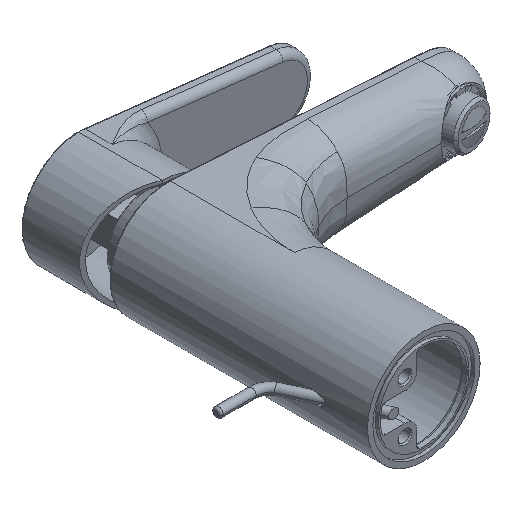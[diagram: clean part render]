
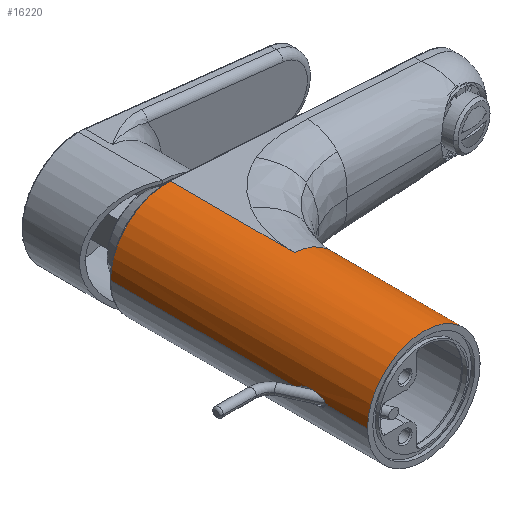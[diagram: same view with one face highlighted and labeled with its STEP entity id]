
A CAD part, isometric view. The second image highlights one B-rep face of the part: STEP entity #16220.
In plain terms, the highlighted cylindrical face has radius 24 mm (diameter 48 mm), a partial arc.
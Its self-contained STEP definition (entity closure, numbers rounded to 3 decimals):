
#3603=CARTESIAN_POINT('',(-24.,18.512,0.));
#3648=CARTESIAN_POINT('',(-24.,30.343,0.));
#3650=DIRECTION('',(0.,-1.,0.));
#3651=VECTOR('',#3650,18.012);
#3652=CARTESIAN_POINT('',(-24.,18.512,0.));
#3653=LINE('',#3652,#3651);
#3659=DIRECTION('',(0.,1.,0.));
#3660=VECTOR('',#3659,56.677);
#3661=CARTESIAN_POINT('',(24.,0.5,0.));
#3662=LINE('',#3661,#3660);
#3672=DIRECTION('',(0.,-1.,0.));
#3673=VECTOR('',#3672,79.657);
#3674=CARTESIAN_POINT('',(-24.,110.,0.));
#3675=LINE('',#3674,#3673);
#3676=CARTESIAN_POINT('',(-24.,30.343,0.));
#3677=CARTESIAN_POINT('',(-24.,30.343,0.034));
#3678=CARTESIAN_POINT('',(-24.,30.34,
0.102));
#3679=CARTESIAN_POINT('',(-23.999,30.324,
0.203));
#3680=CARTESIAN_POINT('',(-23.998,30.297,
0.305));
#3681=CARTESIAN_POINT('',(-23.997,30.259,
0.408));
#3682=CARTESIAN_POINT('',(-23.995,30.207,
0.514));
#3683=CARTESIAN_POINT('',(-23.992,30.14,
0.626));
#3684=CARTESIAN_POINT('',(-23.989,30.054,
0.743));
#3685=CARTESIAN_POINT('',(-23.985,29.948,
0.864));
#3686=CARTESIAN_POINT('',(-23.98,29.817,
0.992));
#3687=CARTESIAN_POINT('',(-23.974,29.658,1.125));
#3688=CARTESIAN_POINT('',(-23.967,29.467,1.263));
#3689=CARTESIAN_POINT('',(-23.959,29.239,1.405));
#3690=CARTESIAN_POINT('',(-23.95,28.971,1.549));
#3691=CARTESIAN_POINT('',(-23.94,28.656,1.695));
#3692=CARTESIAN_POINT('',(-23.929,28.289,1.841));
#3693=CARTESIAN_POINT('',(-23.918,27.864,1.984));
#3694=CARTESIAN_POINT('',(-23.906,27.37,2.123));
#3695=CARTESIAN_POINT('',(-23.894,26.795,2.252));
#3696=CARTESIAN_POINT('',(-23.883,26.141,2.365));
#3697=CARTESIAN_POINT('',(-23.875,25.438,2.447));
#3698=CARTESIAN_POINT('',(-23.87,24.715,2.495));
#3699=CARTESIAN_POINT('',(-23.869,23.993,2.505));
#3700=CARTESIAN_POINT('',(-23.872,23.294,2.479));
#3701=CARTESIAN_POINT('',(-23.878,22.636,2.421));
#3702=CARTESIAN_POINT('',(-23.886,22.031,2.334));
#3703=CARTESIAN_POINT('',(-23.897,21.485,2.225));
#3704=CARTESIAN_POINT('',(-23.908,21.,2.099));
#3705=CARTESIAN_POINT('',(-23.92,20.576,1.962));
#3706=CARTESIAN_POINT('',(-23.931,20.209,1.818));
#3707=CARTESIAN_POINT('',(-23.942,19.895,1.671));
#3708=CARTESIAN_POINT('',(-23.952,19.628,1.524));
#3709=CARTESIAN_POINT('',(-23.961,19.403,1.379));
#3710=CARTESIAN_POINT('',(-23.968,19.214,1.237));
#3711=CARTESIAN_POINT('',(-23.975,19.056,1.098));
#3712=CARTESIAN_POINT('',(-23.981,18.925,
0.964));
#3713=CARTESIAN_POINT('',(-23.986,18.818,
0.835));
#3714=CARTESIAN_POINT('',(-23.99,18.729,
0.707));
#3715=CARTESIAN_POINT('',(-23.993,18.658,
0.584));
#3716=CARTESIAN_POINT('',(-23.996,18.603,
0.464));
#3717=CARTESIAN_POINT('',(-23.998,18.562,
0.348));
#3718=CARTESIAN_POINT('',(-23.999,18.533,
0.231));
#3719=CARTESIAN_POINT('',(-24.,18.516,
0.116));
#3720=CARTESIAN_POINT('',(-24.,18.512,0.039));
#3721=CARTESIAN_POINT('',(-24.,18.512,0.));
#3723=CARTESIAN_POINT('',(0.,110.,0.));
#3724=DIRECTION('',(0.,1.,0.));
#3725=DIRECTION('',(-1.,0.,0.));
#3726=AXIS2_PLACEMENT_3D('',#3723,#3724,#3725);
#3728=DIRECTION('',(0.,1.,0.));
#3729=VECTOR('',#3728,52.823);
#3730=CARTESIAN_POINT('',(1.454,57.177,23.956));
#3731=LINE('',#3730,#3729);
#3732=CARTESIAN_POINT('',(0.,0.5,0.));
#3733=DIRECTION('',(0.,-1.,0.));
#3734=DIRECTION('',(1.,0.,0.));
#3735=AXIS2_PLACEMENT_3D('',#3732,#3733,#3734);
#5529=CARTESIAN_POINT('',(0.,57.177,0.));
#5530=DIRECTION('',(0.,1.,0.));
#5531=DIRECTION('',(0.781,0.,0.625));
#5532=AXIS2_PLACEMENT_3D('',#5529,#5530,#5531);
#5552=CARTESIAN_POINT('',(0.,57.177,0.));
#5553=DIRECTION('',(0.,1.,0.));
#5554=DIRECTION('',(0.061,0.,0.998));
#5555=AXIS2_PLACEMENT_3D('',#5552,#5553,#5554);
#7211=CARTESIAN_POINT('',(24.,57.177,0.));
#7212=VERTEX_POINT('',#7211);
#7224=CARTESIAN_POINT('',(18.735,57.177,15.));
#7225=VERTEX_POINT('',#7224);
#7226=CARTESIAN_POINT('',(1.455,57.177,23.956));
#7227=VERTEX_POINT('',#7226);
#7236=CARTESIAN_POINT('',(-24.,110.,0.));
#7238=VERTEX_POINT('',#7236);
#7239=CARTESIAN_POINT('',(1.455,110.,23.956));
#7240=VERTEX_POINT('',#7239);
#7252=CARTESIAN_POINT('',(24.,0.5,0.));
#7253=CARTESIAN_POINT('',(-24.,0.5,0.));
#7254=VERTEX_POINT('',#7252);
#7255=VERTEX_POINT('',#7253);
#7260=VERTEX_POINT('',#3603);
#7261=VERTEX_POINT('',#3648);
#16198=CARTESIAN_POINT('',(0.,110.5,0.));
#16199=DIRECTION('',(0.,-1.,0.));
#16200=DIRECTION('',(1.,0.,0.));
#16201=AXIS2_PLACEMENT_3D('',#16198,#16199,#16200);
#16202=CYLINDRICAL_SURFACE('',#16201,24.);
#16204=ORIENTED_EDGE('',*,*,#16203,.F.);
#16205=ORIENTED_EDGE('',*,*,#16186,.F.);
#16207=ORIENTED_EDGE('',*,*,#16206,.T.);
#16209=ORIENTED_EDGE('',*,*,#16208,.F.);
#16211=ORIENTED_EDGE('',*,*,#16210,.T.);
#16213=ORIENTED_EDGE('',*,*,#16212,.T.);
#16214=ORIENTED_EDGE('',*,*,#16176,.F.);
#16216=ORIENTED_EDGE('',*,*,#16215,.T.);
#16217=ORIENTED_EDGE('',*,*,#16172,.F.);
#16218=EDGE_LOOP('',(#16204,#16205,#16207,#16209,#16211,#16213,#16214,#16216,
#16217));
#16219=FACE_OUTER_BOUND('',#16218,.F.);
#16220=ADVANCED_FACE('',(#16219),#16202,.T.);
#3722=B_SPLINE_CURVE_WITH_KNOTS('',3,(#3676,#3677,#3678,#3679,#3680,#3681,#3682,
#3683,#3684,#3685,#3686,#3687,#3688,#3689,#3690,#3691,#3692,#3693,#3694,#3695,
#3696,#3697,#3698,#3699,#3700,#3701,#3702,#3703,#3704,#3705,#3706,#3707,#3708,
#3709,#3710,#3711,#3712,#3713,#3714,#3715,#3716,#3717,#3718,#3719,#3720,#3721),
.UNSPECIFIED.,.F.,.F.,(4,1,1,1,1,1,1,1,1,1,1,1,1,1,1,1,1,1,1,1,1,1,1,1,1,1,1,1,
1,1,1,1,1,1,1,1,1,1,1,1,1,1,1,4),(0.,0.023,0.047,
0.07,0.093,0.116,0.14,
0.163,0.186,0.209,0.233,
0.256,0.279,0.302,0.326,
0.349,0.372,0.395,0.419,
0.442,0.465,0.488,0.512,
0.535,0.558,0.581,0.605,
0.628,0.651,0.674,0.698,
0.721,0.744,0.767,0.791,
0.814,0.837,0.86,0.884,
0.907,0.93,0.953,0.977,1.),
.UNSPECIFIED.);
#3727=CIRCLE('',#3726,24.);
#3736=CIRCLE('',#3735,24.);
#5533=CIRCLE('',#5532,24.);
#5556=CIRCLE('',#5555,24.);
#16172=EDGE_CURVE('',#7260,#7255,#3653,.T.);
#16176=EDGE_CURVE('',#7254,#7212,#3662,.T.);
#16186=EDGE_CURVE('',#7238,#7261,#3675,.T.);
#16203=EDGE_CURVE('',#7261,#7260,#3722,.T.);
#16206=EDGE_CURVE('',#7238,#7240,#3727,.T.);
#16208=EDGE_CURVE('',#7227,#7240,#3731,.T.);
#16210=EDGE_CURVE('',#7227,#7225,#5556,.T.);
#16212=EDGE_CURVE('',#7225,#7212,#5533,.T.);
#16215=EDGE_CURVE('',#7254,#7255,#3736,.T.);
